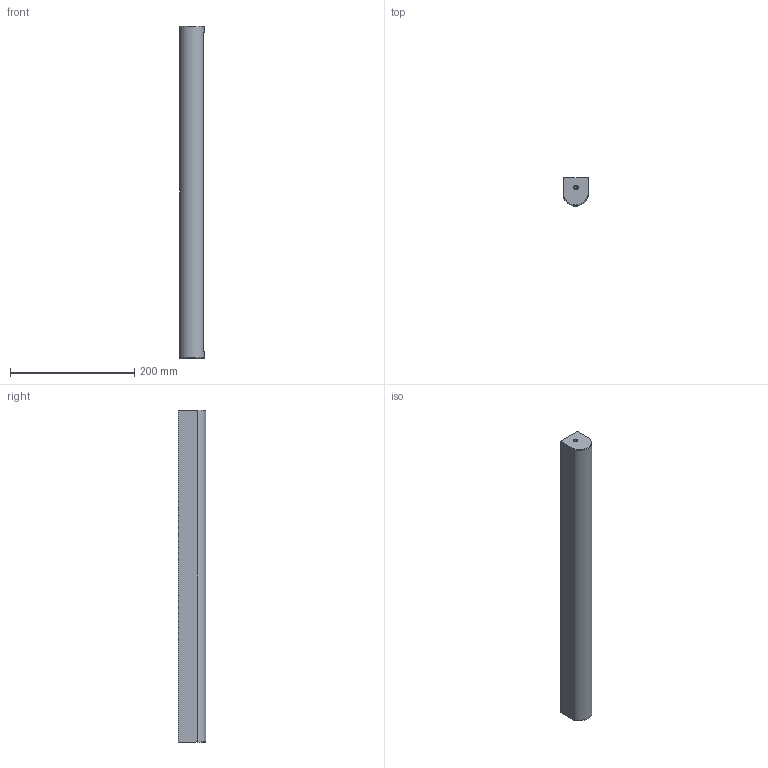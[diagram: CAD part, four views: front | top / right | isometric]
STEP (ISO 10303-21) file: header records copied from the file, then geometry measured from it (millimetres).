
FILE_DESCRIPTION(('STEP AP203'), '1');
FILE_NAME('ÕÕÕÕ 33.00.10 - Ïëàíêà êðàéíÿÿ', '', ('UNSPECIFIED'), ('UNSPECIFIED'), 'C3D Converter', 'C3D Toolkit', '');
FILE_SCHEMA(('CONFIG_CONTROL_DESIGN'));
Length unit declared in the file: millimetre
Products named in the file (1): ХХХХ 33.00.10
Bounding box: 39 x 44.95 x 534 mm (x, y, z)
Volume: 832186.3 mm3; surface area: 84053.6 mm2
Topology: 1 solids, 1 shells, 20 faces, 48 edges, 30 vertices
Faces by surface type: plane 9, cylinder 5, cone 4, torus 2
Full cylindrical faces by diameter (mm): 4.917 x2
Entity records: 994 total; most frequent: CARTESIAN_POINT 366, DIRECTION 92, ORIENTED_EDGE 80, EDGE_CURVE 40, AXIS2_PLACEMENT_3D 35, VERTEX_POINT 28, EDGE_LOOP 26, LINE 22
